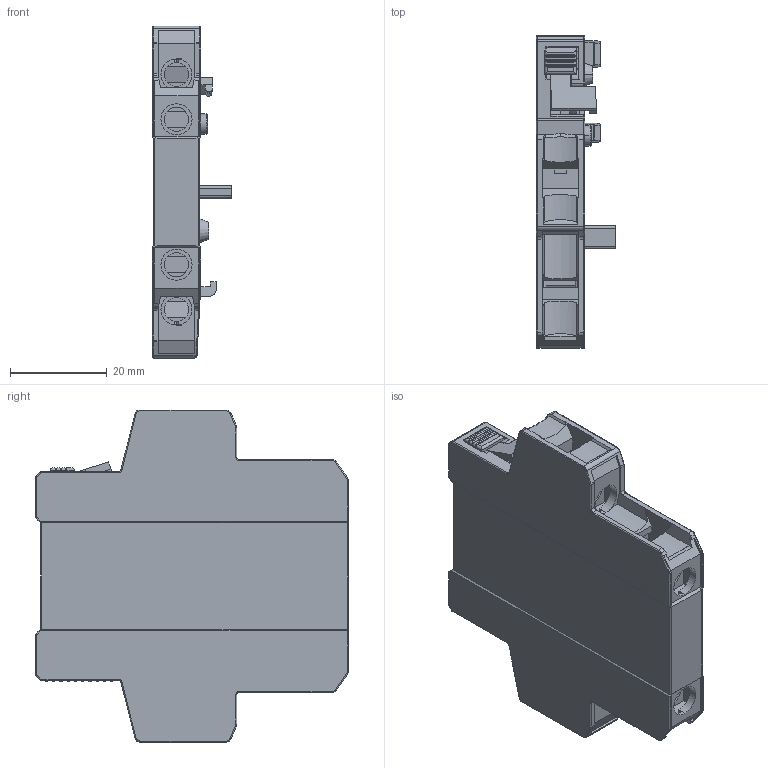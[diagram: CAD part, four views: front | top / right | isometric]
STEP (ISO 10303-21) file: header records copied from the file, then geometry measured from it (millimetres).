
FILE_DESCRIPTION (( 'STEP AP203' ), '1' );
FILE_NAME ('WDPAXFC11.STEP', '2024-08-08T18:15:48', ( '' ), ( '' ), 'SwSTEP 2.0', 'SolidWorks 2023', '' );
FILE_SCHEMA (( 'CONFIG_CONTROL_DESIGN' ));
Length unit declared in the file: inch
Products named in the file (1): WDPAXFC11
Bounding box: 16.4 x 64.5 x 68.5 mm (x, y, z)
Volume: 16695.2 mm3; surface area: 22924.7 mm2
Topology: 1 solids, 1 shells, 1211 faces, 3245 edges, 2059 vertices
Faces by surface type: plane 639, cylinder 428, bspline 126, torus 12, cone 6
Entity records: 41417 total; most frequent: CARTESIAN_POINT 11994, ORIENTED_EDGE 6410, DIRECTION 5817, EDGE_CURVE 3205, VERTEX_POINT 2059, LINE 2005, VECTOR 2005, AXIS2_PLACEMENT_3D 1906
